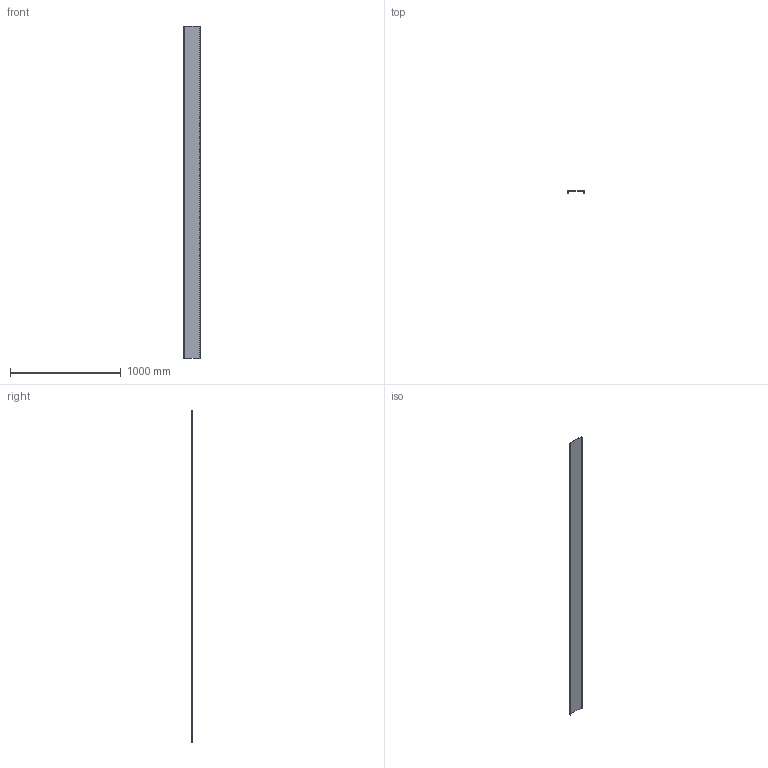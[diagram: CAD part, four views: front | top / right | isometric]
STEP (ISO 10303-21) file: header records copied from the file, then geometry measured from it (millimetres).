
FILE_DESCRIPTION(/* description */ (''),/* implementation_level */ '2;1');
FILE_NAME(/* name */ 'KLplus150x0.8x3000.ipt.stp',/* time_stamp */ '2023-05-25T15:06:51+03:00',/* author */ ('Ртищев А.О.'),/* organization */ (''),/* preprocessor_version */ 'ST-DEVELOPER v19.2',/* originating_system */ 'Autodesk Inventor 2023',/* authorisation */ '');
FILE_SCHEMA (('AUTOMOTIVE_DESIGN { 1 0 10303 214 3 1 1 }'));
Length unit declared in the file: millimetre
Products named in the file (1): Крышка лотка 150х0
,8 L3000 мм "ПЛЮС", KLplus150x0.8x30
00
Bounding box: 150.76 x 16.42 x 3000 mm (x, y, z)
Volume: 445509.7 mm3; surface area: 1118871.2 mm2
Topology: 1 solids, 1 shells, 50 faces, 112 edges, 64 vertices
Faces by surface type: plane 42, cylinder 8
Entity records: 1438 total; most frequent: DIRECTION 230, CARTESIAN_POINT 227, ORIENTED_EDGE 224, EDGE_CURVE 112, LINE 96, VECTOR 96, AXIS2_PLACEMENT_3D 67, VERTEX_POINT 64
